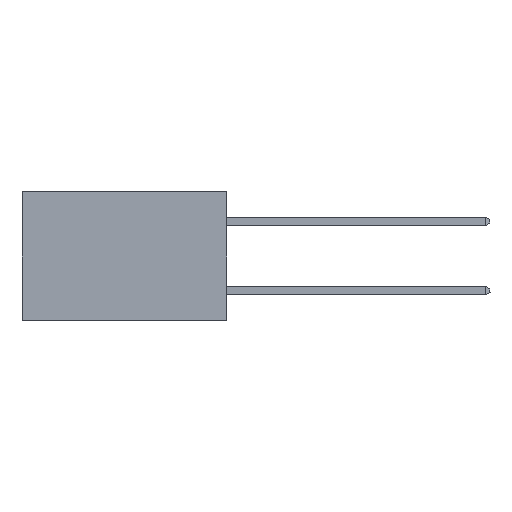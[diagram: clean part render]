
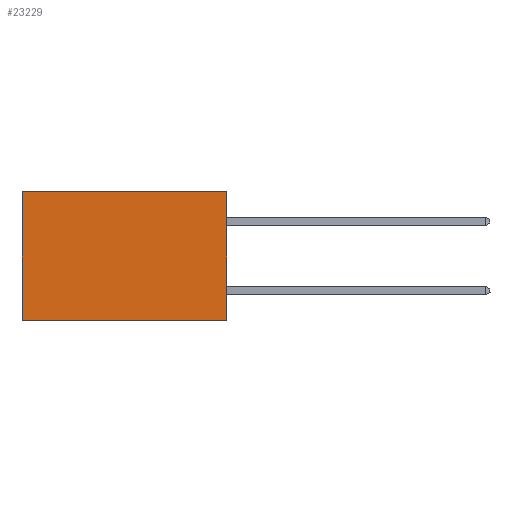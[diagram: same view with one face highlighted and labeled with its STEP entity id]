
A CAD part, left-side view. The second image highlights one B-rep face of the part: STEP entity #23229.
In plain terms, the highlighted planar face has unit normal (-1, 0, 0).
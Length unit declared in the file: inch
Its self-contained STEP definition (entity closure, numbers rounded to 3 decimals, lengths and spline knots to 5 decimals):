
#1262 = DIRECTION ( 'NONE',  ( 0., 1., 0. ) ) ;
#3813 = ORIENTED_EDGE ( 'NONE', *, *, #12062, .T. ) ;
#4281 = EDGE_CURVE ( 'NONE', #17109, #27014, #7511, .T. ) ;
#4757 = ORIENTED_EDGE ( 'NONE', *, *, #26992, .T. ) ;
#6670 = FACE_OUTER_BOUND ( 'NONE', #22669, .T. ) ;
#6826 = VECTOR ( 'NONE', #1262, 39.37008 ) ;
#7234 = ORIENTED_EDGE ( 'NONE', *, *, #4281, .F. ) ;
#7276 = VECTOR ( 'NONE', #29044, 39.37008 ) ;
#7511 = LINE ( 'NONE', #16385, #26486 ) ;
#7582 = CARTESIAN_POINT ( 'NONE',  ( 0.277, 0., 0. ) ) ;
#7698 = CARTESIAN_POINT ( 'NONE',  ( 0.277, 0., -0.37 ) ) ;
#8090 = VERTEX_POINT ( 'NONE', #30862 ) ;
#8192 = ORIENTED_EDGE ( 'NONE', *, *, #12314, .F. ) ;
#10207 = DIRECTION ( 'NONE',  ( 0., 1., 0. ) ) ;
#11050 = CARTESIAN_POINT ( 'NONE',  ( 0.277, 0.59, -0.37 ) ) ;
#11116 = PLANE ( 'NONE',  #24475 ) ;
#12062 = EDGE_CURVE ( 'NONE', #8090, #12317, #13420, .T. ) ;
#12314 = EDGE_CURVE ( 'NONE', #27014, #12317, #12986, .T. ) ;
#12317 = VERTEX_POINT ( 'NONE', #24775 ) ;
#12986 = LINE ( 'NONE', #16974, #6826 ) ;
#13420 = LINE ( 'NONE', #11050, #7276 ) ;
#13768 = DIRECTION ( 'NONE',  ( 0., 0., -1. ) ) ;
#14229 = LINE ( 'NONE', #7582, #27074 ) ;
#16385 = CARTESIAN_POINT ( 'NONE',  ( 0.277, 0., -0.37 ) ) ;
#16974 = CARTESIAN_POINT ( 'NONE',  ( 0.277, 0., -0.37 ) ) ;
#17109 = VERTEX_POINT ( 'NONE', #20289 ) ;
#17701 = DIRECTION ( 'NONE',  ( 0., 0., -1. ) ) ;
#20289 = CARTESIAN_POINT ( 'NONE',  ( 0.277, 0., 0. ) ) ;
#22669 = EDGE_LOOP ( 'NONE', ( #3813, #8192, #7234, #4757 ) ) ;
#23229 = ADVANCED_FACE ( 'NONE', ( #6670 ), #11116, .F. ) ;
#23977 = CARTESIAN_POINT ( 'NONE',  ( 0.277, 0., -0.37 ) ) ;
#24475 = AXIS2_PLACEMENT_3D ( 'NONE', #23977, #29122, #13768 ) ;
#24775 = CARTESIAN_POINT ( 'NONE',  ( 0.277, 0.59, -0.37 ) ) ;
#26486 = VECTOR ( 'NONE', #17701, 39.37008 ) ;
#26992 = EDGE_CURVE ( 'NONE', #17109, #8090, #14229, .T. ) ;
#27014 = VERTEX_POINT ( 'NONE', #7698 ) ;
#27074 = VECTOR ( 'NONE', #10207, 39.37008 ) ;
#29044 = DIRECTION ( 'NONE',  ( 0., 0., -1. ) ) ;
#29122 = DIRECTION ( 'NONE',  ( 1., 0., 0. ) ) ;
#30862 = CARTESIAN_POINT ( 'NONE',  ( 0.277, 0.59, 0. ) ) ;
